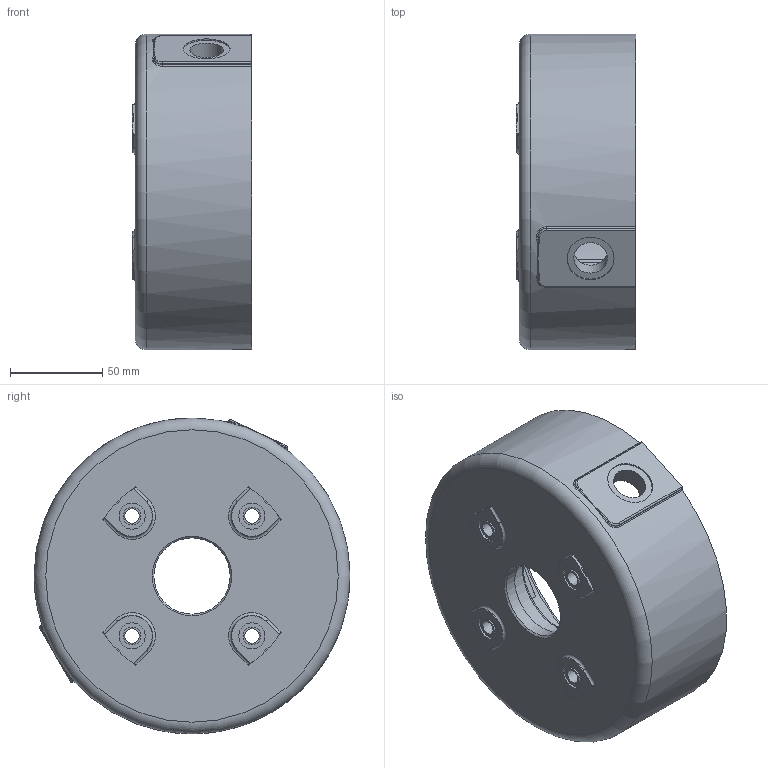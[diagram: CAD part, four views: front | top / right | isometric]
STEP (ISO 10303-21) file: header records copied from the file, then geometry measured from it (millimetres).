
FILE_DESCRIPTION(/* description */ ('2" POLY RESERVOIR'),/* implementation_level */ '2;1');
FILE_NAME(/* name */ '12202W.stp',/* time_stamp */ '2017-04-06T10:22:28-04:00',/* author */ ('MJC'),/* organization */ (''),/* preprocessor_version */ 'ST-DEVELOPER v16.5',/* originating_system */ 'Autodesk Inventor 2017',/* authorisation */ '');
FILE_SCHEMA (('AUTOMOTIVE_DESIGN { 1 0 10303 214 3 1 1 }'));
Length unit declared in the file: inch
Products named in the file (4): 12202W; 12202WZ; 12202WY; 12202WX
Assembly tree (3 placements, depth 4):
  12202W
    12202WZ
      12202WY
        12202WX
Bounding box: 65.1 x 171.45 x 171.45 mm (x, y, z)
Volume: 552814.1 mm3; surface area: 122184.8 mm2
Topology: 1 solids, 1 shells, 637 faces, 1541 edges, 892 vertices
Faces by surface type: cylinder 200, bspline 191, torus 99, plane 98, sphere 42, cone 7
Full cylindrical faces by diameter (mm): 1.906 x1, 7.938 x4, 9.677 x4, 14.249 x4, 18.256 x2, 25.527 x2, 41.402 x1, 52.324 x1, 153.67 x1, 158.09 x1, 171.45 x1
Entity records: 24505 total; most frequent: CARTESIAN_POINT 10649, ORIENTED_EDGE 2930, DIRECTION 2797, EDGE_CURVE 1465, AXIS2_PLACEMENT_3D 1241, VERTEX_POINT 879, CIRCLE 712, EDGE_LOOP 700
